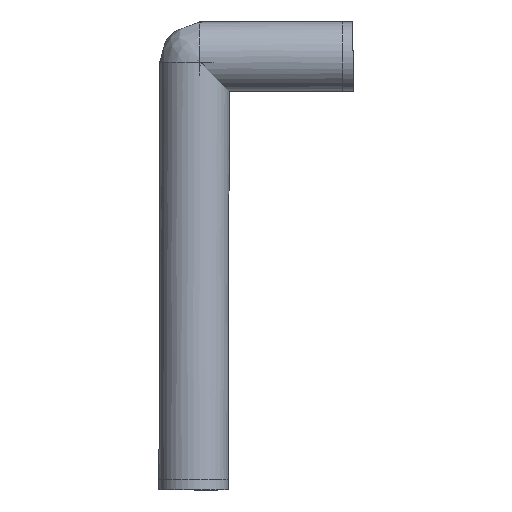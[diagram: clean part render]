
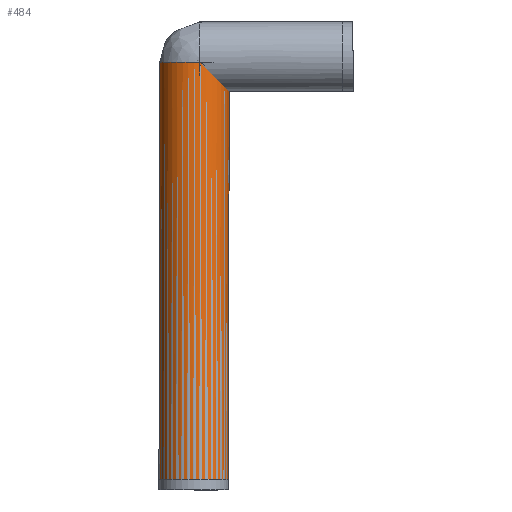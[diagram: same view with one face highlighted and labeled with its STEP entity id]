
A CAD part, front view. The second image highlights one B-rep face of the part: STEP entity #484.
In plain terms, the highlighted face is a extrusion surface.
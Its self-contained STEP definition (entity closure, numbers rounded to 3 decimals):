
#354 = ( BOUNDED_SURFACE() B_SPLINE_SURFACE(2,13,(
    (#355,#356,#357,#358,#359,#360,#361,#362,#363,#364,#365,#366,#367
      ,#368)
    ,(#369,#370,#371,#372,#373,#374,#375,#376,#377,#378,#379,#380,#381
      ,#382)
    ,(#383,#384,#385,#386,#387,#388,#389,#390,#391,#392,#393,#394,#395
,#396
    )),.UNSPECIFIED.,.F.,.T.,.F.) B_SPLINE_SURFACE_WITH_KNOTS((3,3),(14,
    14),(0.,4.084),(0.,4.084),
.PIECEWISE_BEZIER_KNOTS.) GEOMETRIC_REPRESENTATION_ITEM() 
RATIONAL_B_SPLINE_SURFACE((
    (1.,1.,1.,1.,1.,1.
      ,1.,1.,1.,1.
      ,1.,1.,1.,1.)
    ,(0.708,0.708,0.708,0.707
      ,0.707,0.706,0.706,0.706
      ,0.706,0.707,0.707,0.708
      ,0.708,0.708)
    ,(1.,1.,1.,1.,1.,1.
      ,1.,1.,1.,1.
,1.,1.,1.,1.
  ))) REPRESENTATION_ITEM('') SURFACE() );
#355 = CARTESIAN_POINT('',(0.45,0.,-0.));
#356 = CARTESIAN_POINT('',(0.45,0.215,0.));
#357 = CARTESIAN_POINT('',(0.339,0.434,0.));
#358 = CARTESIAN_POINT('',(0.111,0.591,0.));
#359 = CARTESIAN_POINT('',(-0.203,0.614,0.));
#360 = CARTESIAN_POINT('',(-0.474,0.447,0.));
#361 = CARTESIAN_POINT('',(-0.671,0.202,0.));
#362 = CARTESIAN_POINT('',(-0.671,-0.202,0.)
  );
#363 = CARTESIAN_POINT('',(-0.474,-0.447,0.));
#364 = CARTESIAN_POINT('',(-0.203,-0.614,0.)
  );
#365 = CARTESIAN_POINT('',(0.111,-0.591,0.));
#366 = CARTESIAN_POINT('',(0.339,-0.434,0.));
#367 = CARTESIAN_POINT('',(0.45,-0.215,0.));
#368 = CARTESIAN_POINT('',(0.45,0.,-0.));
#369 = CARTESIAN_POINT('',(0.65,0.,0.));
#370 = CARTESIAN_POINT('',(0.65,0.31,0.));
#371 = CARTESIAN_POINT('',(0.49,0.627,0.));
#372 = CARTESIAN_POINT('',(0.16,0.853,0.));
#373 = CARTESIAN_POINT('',(-0.293,0.888,0.));
#374 = CARTESIAN_POINT('',(-0.685,0.646,0.));
#375 = CARTESIAN_POINT('',(-0.97,0.292,0.));
#376 = CARTESIAN_POINT('',(-0.97,-0.292,0.));
#377 = CARTESIAN_POINT('',(-0.685,-0.646,0.));
#378 = CARTESIAN_POINT('',(-0.293,-0.888,0.));
#379 = CARTESIAN_POINT('',(0.16,-0.853,0.));
#380 = CARTESIAN_POINT('',(0.49,-0.627,0.));
#381 = CARTESIAN_POINT('',(0.65,-0.31,0.));
#382 = CARTESIAN_POINT('',(0.65,0.,0.));
#383 = CARTESIAN_POINT('',(0.65,0.,0.2));
#384 = CARTESIAN_POINT('',(0.65,0.31,0.2)
  );
#385 = CARTESIAN_POINT('',(0.49,0.627,0.2)
  );
#386 = CARTESIAN_POINT('',(0.16,0.853,0.2)
  );
#387 = CARTESIAN_POINT('',(-0.293,0.887,0.2)
  );
#388 = CARTESIAN_POINT('',(-0.684,0.646,0.2
    ));
#389 = CARTESIAN_POINT('',(-0.97,0.293,0.201)
  );
#390 = CARTESIAN_POINT('',(-0.97,-0.293,
    0.201));
#391 = CARTESIAN_POINT('',(-0.684,-0.646,
    0.2));
#392 = CARTESIAN_POINT('',(-0.293,-0.887,
    0.2));
#393 = CARTESIAN_POINT('',(0.16,-0.853,0.2
    ));
#394 = CARTESIAN_POINT('',(0.49,-0.627,0.2
    ));
#395 = CARTESIAN_POINT('',(0.65,-0.31,0.2)
  );
#396 = CARTESIAN_POINT('',(0.65,0.,0.2));
#408 = VERTEX_POINT('',#409);
#409 = CARTESIAN_POINT('',(0.65,0.,0.2));
#428 = EDGE_CURVE('',#408,#408,#429,.T.);
#429 = SURFACE_CURVE('',#430,(#445,#452),.PCURVE_S1.);
#430 = ( BOUNDED_CURVE() B_SPLINE_CURVE(13,(#431,#432,#433,#434,#435,
    #436,#437,#438,#439,#440,#441,#442,#443,#444),.UNSPECIFIED.,.T.,.F.)
 B_SPLINE_CURVE_WITH_KNOTS((14,14),(0.,4.084),
.PIECEWISE_BEZIER_KNOTS.) CURVE() GEOMETRIC_REPRESENTATION_ITEM() 
RATIONAL_B_SPLINE_CURVE((1.,1.,1.,1.,
    1.,1.,1.,1.,
    1.,1.,1.,1.,1.,1.)) 
REPRESENTATION_ITEM('') );
#431 = CARTESIAN_POINT('',(0.65,0.,0.2));
#432 = CARTESIAN_POINT('',(0.65,0.31,0.2)
  );
#433 = CARTESIAN_POINT('',(0.49,0.627,0.2)
  );
#434 = CARTESIAN_POINT('',(0.16,0.853,0.2)
  );
#435 = CARTESIAN_POINT('',(-0.293,0.887,0.2)
  );
#436 = CARTESIAN_POINT('',(-0.684,0.646,0.2
    ));
#437 = CARTESIAN_POINT('',(-0.97,0.293,0.201)
  );
#438 = CARTESIAN_POINT('',(-0.97,-0.293,
    0.201));
#439 = CARTESIAN_POINT('',(-0.684,-0.646,
    0.2));
#440 = CARTESIAN_POINT('',(-0.293,-0.887,
    0.2));
#441 = CARTESIAN_POINT('',(0.16,-0.853,0.2
    ));
#442 = CARTESIAN_POINT('',(0.49,-0.627,0.2
    ));
#443 = CARTESIAN_POINT('',(0.65,-0.31,0.2)
  );
#444 = CARTESIAN_POINT('',(0.65,0.,0.2));
#445 = PCURVE('',#354,#446);
#446 = DEFINITIONAL_REPRESENTATION('',(#447),#451);
#447 = LINE('',#448,#449);
#448 = CARTESIAN_POINT('',(4.084,0.));
#449 = VECTOR('',#450,1.);
#450 = DIRECTION('',(0.,1.));
#451 = ( GEOMETRIC_REPRESENTATION_CONTEXT(2) 
PARAMETRIC_REPRESENTATION_CONTEXT() REPRESENTATION_CONTEXT('2D SPACE',''
  ) );
#452 = PCURVE('',#453,#461);
#453 = SURFACE_OF_LINEAR_EXTRUSION('',#454,#459);
#454 = CIRCLE('',#455,0.65);
#455 = AXIS2_PLACEMENT_3D('',#456,#457,#458);
#456 = CARTESIAN_POINT('',(0.,0.,0.));
#457 = DIRECTION('',(0.,0.,1.));
#458 = DIRECTION('',(1.,0.,0.));
#459 = VECTOR('',#460,1.);
#460 = DIRECTION('',(0.002,0.,1.));
#461 = DEFINITIONAL_REPRESENTATION('',(#462),#481);
#462 = B_SPLINE_CURVE_WITH_KNOTS('',9,(#463,#464,#465,#466,#467,#468,
    #469,#470,#471,#472,#473,#474,#475,#476,#477,#478,#479,#480),
  .UNSPECIFIED.,.F.,.F.,(10,8,10),(0.,2.042,4.084)
  ,.UNSPECIFIED.);
#463 = CARTESIAN_POINT('',(0.,0.2));
#464 = CARTESIAN_POINT('',(0.344,0.2));
#465 = CARTESIAN_POINT('',(0.694,0.2));
#466 = CARTESIAN_POINT('',(1.046,0.2));
#467 = CARTESIAN_POINT('',(1.397,0.2));
#468 = CARTESIAN_POINT('',(1.746,0.2));
#469 = CARTESIAN_POINT('',(2.095,0.2));
#470 = CARTESIAN_POINT('',(2.444,0.2));
#471 = CARTESIAN_POINT('',(2.793,0.2));
#472 = CARTESIAN_POINT('',(3.49,0.2));
#473 = CARTESIAN_POINT('',(3.839,0.2));
#474 = CARTESIAN_POINT('',(4.188,0.2));
#475 = CARTESIAN_POINT('',(4.538,0.2));
#476 = CARTESIAN_POINT('',(4.886,0.2));
#477 = CARTESIAN_POINT('',(5.237,0.2));
#478 = CARTESIAN_POINT('',(5.589,0.2));
#479 = CARTESIAN_POINT('',(5.939,0.2));
#480 = CARTESIAN_POINT('',(6.283,0.2));
#481 = ( GEOMETRIC_REPRESENTATION_CONTEXT(2) 
PARAMETRIC_REPRESENTATION_CONTEXT() REPRESENTATION_CONTEXT('2D SPACE',''
  ) );
#484 = ADVANCED_FACE('',(#485),#453,.T.);
#485 = FACE_BOUND('',#486,.T.);
#486 = EDGE_LOOP('',(#487,#509,#539,#540));
#487 = ORIENTED_EDGE('',*,*,#488,.T.);
#488 = EDGE_CURVE('',#408,#489,#491,.T.);
#489 = VERTEX_POINT('',#490);
#490 = CARTESIAN_POINT('',(0.665,0.,8.));
#491 = SEAM_CURVE('',#492,(#496,#502),.PCURVE_S1.);
#492 = LINE('',#493,#494);
#493 = CARTESIAN_POINT('',(0.65,0.,0.));
#494 = VECTOR('',#495,1.);
#495 = DIRECTION('',(0.002,0.,1.));
#496 = PCURVE('',#453,#497);
#497 = DEFINITIONAL_REPRESENTATION('',(#498),#501);
#498 = B_SPLINE_CURVE_WITH_KNOTS('',1,(#499,#500),.UNSPECIFIED.,.F.,.F.,
  (2,2),(0.,8.),.PIECEWISE_BEZIER_KNOTS.);
#499 = CARTESIAN_POINT('',(6.283,0.));
#500 = CARTESIAN_POINT('',(6.283,8.));
#501 = ( GEOMETRIC_REPRESENTATION_CONTEXT(2) 
PARAMETRIC_REPRESENTATION_CONTEXT() REPRESENTATION_CONTEXT('2D SPACE',''
  ) );
#502 = PCURVE('',#453,#503);
#503 = DEFINITIONAL_REPRESENTATION('',(#504),#508);
#504 = LINE('',#505,#506);
#505 = CARTESIAN_POINT('',(0.,0.));
#506 = VECTOR('',#507,1.);
#507 = DIRECTION('',(0.,1.));
#508 = ( GEOMETRIC_REPRESENTATION_CONTEXT(2) 
PARAMETRIC_REPRESENTATION_CONTEXT() REPRESENTATION_CONTEXT('2D SPACE',''
  ) );
#509 = ORIENTED_EDGE('',*,*,#510,.F.);
#510 = EDGE_CURVE('',#489,#489,#511,.T.);
#511 = SURFACE_CURVE('',#512,(#517,#524),.PCURVE_S1.);
#512 = CIRCLE('',#513,0.65);
#513 = AXIS2_PLACEMENT_3D('',#514,#515,#516);
#514 = CARTESIAN_POINT('',(0.015,0.,8.));
#515 = DIRECTION('',(0.,0.,1.));
#516 = DIRECTION('',(1.,0.,0.));
#517 = PCURVE('',#453,#518);
#518 = DEFINITIONAL_REPRESENTATION('',(#519),#523);
#519 = LINE('',#520,#521);
#520 = CARTESIAN_POINT('',(0.,8.));
#521 = VECTOR('',#522,1.);
#522 = DIRECTION('',(1.,0.));
#523 = ( GEOMETRIC_REPRESENTATION_CONTEXT(2) 
PARAMETRIC_REPRESENTATION_CONTEXT() REPRESENTATION_CONTEXT('2D SPACE',''
  ) );
#524 = PCURVE('',#525,#534);
#525 = SURFACE_OF_REVOLUTION('',#526,#531);
#526 = CIRCLE('',#527,0.65);
#527 = AXIS2_PLACEMENT_3D('',#528,#529,#530);
#528 = CARTESIAN_POINT('',(0.216,0.,8.));
#529 = DIRECTION('',(0.002,0.,-1.));
#530 = DIRECTION('',(-1.,0.,-0.002));
#531 = AXIS1_PLACEMENT('',#532,#533);
#532 = CARTESIAN_POINT('',(0.115,0.,8.));
#533 = DIRECTION('',(0.,1.,0.));
#534 = DEFINITIONAL_REPRESENTATION('',(#535),#538);
#535 = B_SPLINE_CURVE_WITH_KNOTS('',1,(#536,#537),.UNSPECIFIED.,.F.,.F.,
  (2,2),(0.,6.283),.PIECEWISE_BEZIER_KNOTS.);
#536 = CARTESIAN_POINT('',(3.143,0.));
#537 = CARTESIAN_POINT('',(3.143,6.283));
#538 = ( GEOMETRIC_REPRESENTATION_CONTEXT(2) 
PARAMETRIC_REPRESENTATION_CONTEXT() REPRESENTATION_CONTEXT('2D SPACE',''
  ) );
#539 = ORIENTED_EDGE('',*,*,#488,.F.);
#540 = ORIENTED_EDGE('',*,*,#428,.T.);
